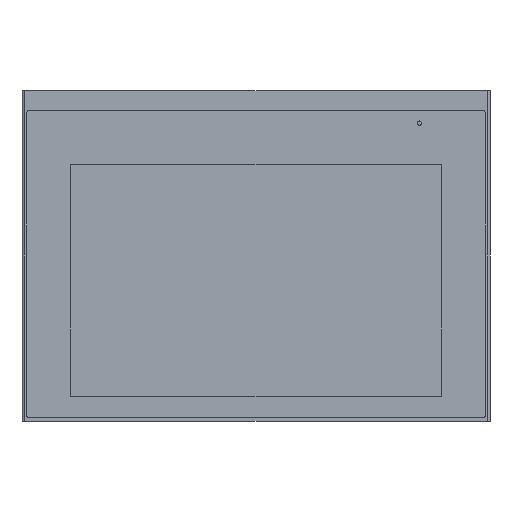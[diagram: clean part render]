
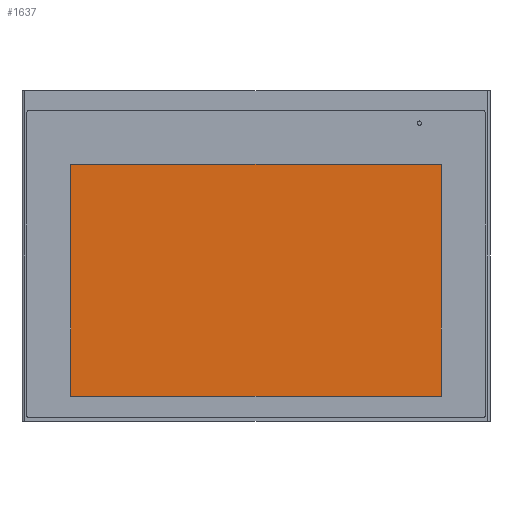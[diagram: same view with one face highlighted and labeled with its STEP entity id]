
A CAD part, front view. The second image highlights one B-rep face of the part: STEP entity #1637.
In plain terms, the highlighted planar face has unit normal (0, -1, 0).
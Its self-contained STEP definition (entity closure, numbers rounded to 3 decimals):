
#1629=AXIS2_PLACEMENT_3D('Plane Axis2P3D',#1626,#1627,#1628) ;
#1516=CARTESIAN_POINT('Vertex',(34.5,0.,17.8)) ;
#1519=CARTESIAN_POINT('Line Origine',(34.5,0.,99.8)) ;
#1523=CARTESIAN_POINT('Vertex',(34.5,0.,181.8)) ;
#1555=CARTESIAN_POINT('Vertex',(296.5,0.,17.8)) ;
#1558=CARTESIAN_POINT('Line Origine',(165.5,0.,17.8)) ;
#1587=CARTESIAN_POINT('Vertex',(296.5,0.,181.8)) ;
#1590=CARTESIAN_POINT('Line Origine',(296.5,0.,99.8)) ;
#1613=CARTESIAN_POINT('Line Origine',(165.5,0.,181.8)) ;
#1626=CARTESIAN_POINT('Axis2P3D Location',(0.,0.,0.)) ;
#1520=DIRECTION('Vector Direction',(0.,0.,-1.)) ;
#1559=DIRECTION('Vector Direction',(-1.,0.,0.)) ;
#1591=DIRECTION('Vector Direction',(0.,0.,1.)) ;
#1614=DIRECTION('Vector Direction',(1.,0.,0.)) ;
#1627=DIRECTION('Axis2P3D Direction',(0.,-1.,0.)) ;
#1628=DIRECTION('Axis2P3D XDirection',(1.,0.,0.)) ;
#1521=VECTOR('Line Direction',#1520,1.) ;
#1560=VECTOR('Line Direction',#1559,1.) ;
#1592=VECTOR('Line Direction',#1591,1.) ;
#1615=VECTOR('Line Direction',#1614,1.) ;
#1632=ORIENTED_EDGE('',*,*,#1525,.T.) ;
#1633=ORIENTED_EDGE('',*,*,#1562,.T.) ;
#1634=ORIENTED_EDGE('',*,*,#1594,.T.) ;
#1635=ORIENTED_EDGE('',*,*,#1617,.T.) ;
#1637=ADVANCED_FACE('Screen',(#1636),#1630,.T.) ;
#1525=EDGE_CURVE('',#1524,#1517,#1522,.T.) ;
#1562=EDGE_CURVE('',#1517,#1556,#1561,.F.) ;
#1594=EDGE_CURVE('',#1556,#1588,#1593,.T.) ;
#1617=EDGE_CURVE('',#1588,#1524,#1616,.F.) ;
#1631=EDGE_LOOP('',(#1632,#1633,#1634,#1635)) ;
#1636=FACE_OUTER_BOUND('',#1631,.T.) ;
#1522=LINE('Line',#1519,#1521) ;
#1561=LINE('Line',#1558,#1560) ;
#1593=LINE('Line',#1590,#1592) ;
#1616=LINE('Line',#1613,#1615) ;
#1630=PLANE('',#1629) ;
#1517=VERTEX_POINT('',#1516) ;
#1524=VERTEX_POINT('',#1523) ;
#1556=VERTEX_POINT('',#1555) ;
#1588=VERTEX_POINT('',#1587) ;
